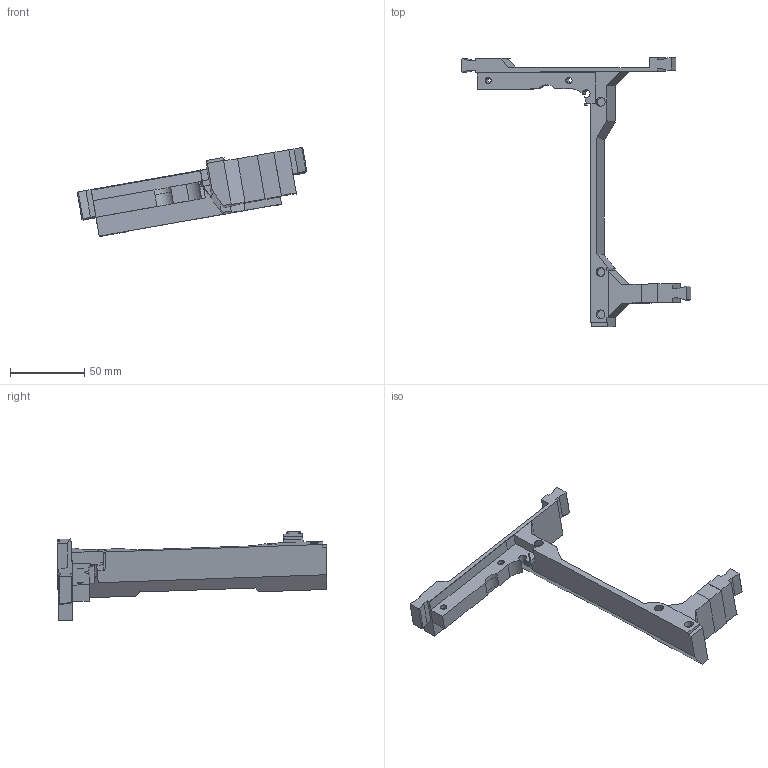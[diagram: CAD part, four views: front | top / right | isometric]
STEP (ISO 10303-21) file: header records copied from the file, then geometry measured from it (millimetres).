
FILE_DESCRIPTION(/* description */ (''),/* implementation_level */ '2;1');
FILE_NAME(/* name */ 'Left Sub-Console Rail v1.step',/* time_stamp */ '2021-11-14T12:50:28+10:00',/* author */ (''),/* organization */ (''),/* preprocessor_version */ 'ST-DEVELOPER v18.1',/* originating_system */ 'Autodesk Translation Framework v10.10.0.1391',/* authorisation */ '');
FILE_SCHEMA (('AUTOMOTIVE_DESIGN { 1 0 10303 214 3 1 1 }'));
Length unit declared in the file: millimetre
Products named in the file (1): Left Sub-Console Rail
Bounding box: 154.28 x 181.2 x 59.92 mm (x, y, z)
Volume: 101435.8 mm3; surface area: 46524.9 mm2
Topology: 5 solids, 5 shells, 171 faces, 447 edges, 289 vertices
Faces by surface type: plane 158, cylinder 6, bspline 4, cone 3
Full cylindrical faces by diameter (mm): 4.194 x1, 4.198 x1
Entity records: 5217 total; most frequent: CARTESIAN_POINT 968, ORIENTED_EDGE 894, DIRECTION 816, EDGE_CURVE 447, LINE 410, VECTOR 410, VERTEX_POINT 289, AXIS2_PLACEMENT_3D 203
